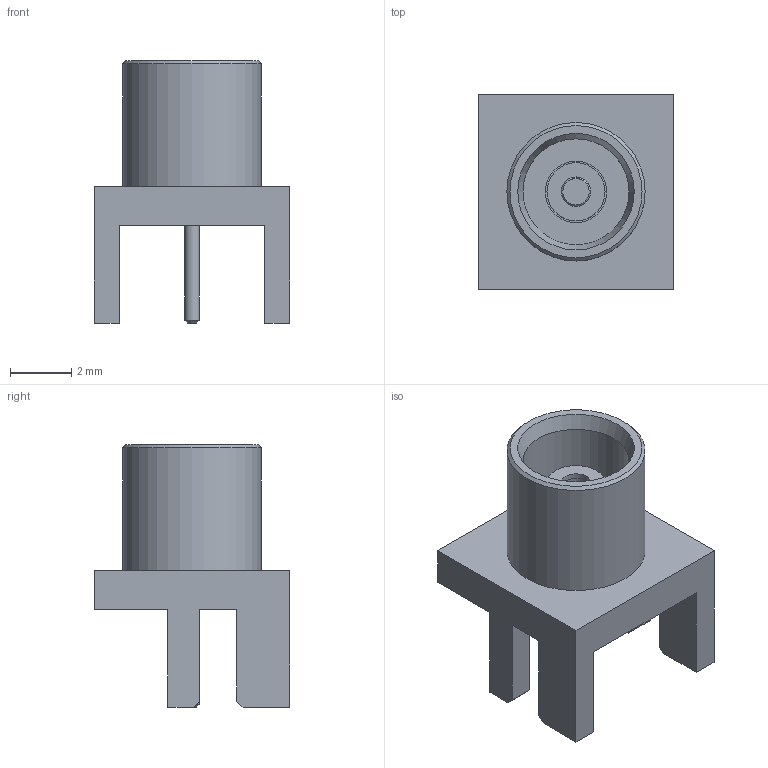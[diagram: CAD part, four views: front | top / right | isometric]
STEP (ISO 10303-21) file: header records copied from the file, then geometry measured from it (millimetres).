
FILE_DESCRIPTION(/* description */ ('Unknown'),/* implementation_level */ '2;1');
FILE_NAME(/* name */ '60612202111510',/* time_stamp */ '2019-03-04T17:12:03+01:00',/* author */ ('Unknown'),/* organization */ ('Unknown'),/* preprocessor_version */ 'ST-DEVELOPER v16.7',/* originating_system */ 'DEX',/* authorisation */ $);
FILE_SCHEMA (('AUTOMOTIVE_DESIGN {1 0 10303 214 3 1 1}'));
Length unit declared in the file: millimetre
Products named in the file (1): 60612202111510
Bounding box: 6.35 x 6.35 x 8.54 mm (x, y, z)
Volume: 97.7 mm3; surface area: 304 mm2
Topology: 1 solids, 1 shells, 55 faces, 132 edges, 88 vertices
Faces by surface type: plane 37, cylinder 12, cone 6
Full cylindrical faces by diameter (mm): 0.48 x1, 0.96 x1, 1.89 x1, 2 x1, 3.08 x1, 3.15 x1, 3.4 x1, 3.45 x1, 4.5 x1
Entity records: 1867 total; most frequent: CARTESIAN_POINT 259, DIRECTION 254, ORIENTED_EDGE 222, EDGE_CURVE 111, AXIS2_PLACEMENT_3D 92, VERTEX_POINT 81, EDGE_LOOP 76, FACE_BOUND 76
